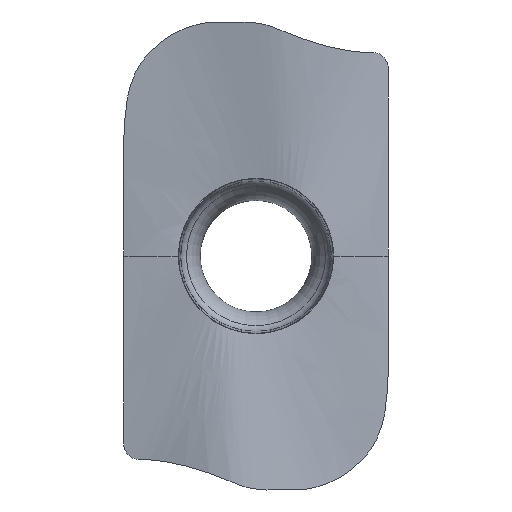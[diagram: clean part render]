
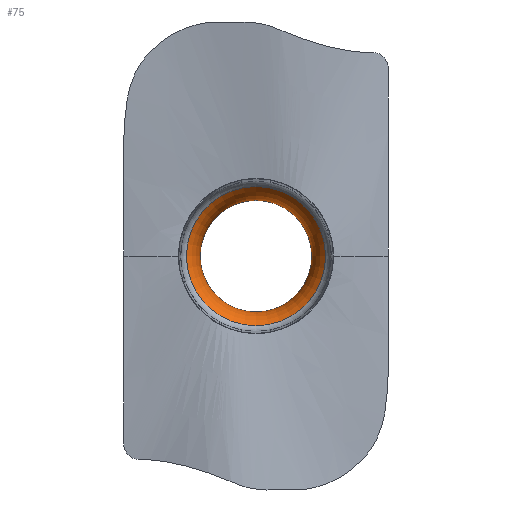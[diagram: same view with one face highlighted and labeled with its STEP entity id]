
A CAD part, top view. The second image highlights one B-rep face of the part: STEP entity #75.
In plain terms, the highlighted toroidal (fillet/blend) face has major radius 2.6 mm and minor radius 1.2 mm.
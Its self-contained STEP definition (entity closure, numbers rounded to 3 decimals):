
#37=TOROIDAL_SURFACE('',#387,2.6,1.2);
#40=CIRCLE('',#381,1.4);
#42=CIRCLE('',#384,1.746);
#51=FACE_BOUND('',#115,.T.);
#52=FACE_BOUND('',#116,.T.);
#75=ADVANCED_FACE('',(#51,#52),#37,.T.);
#115=EDGE_LOOP('',(#211));
#116=EDGE_LOOP('',(#212));
#211=ORIENTED_EDGE('',*,*,#294,.T.);
#212=ORIENTED_EDGE('',*,*,#296,.F.);
#246=VERTEX_POINT('',#8169);
#248=VERTEX_POINT('',#8174);
#294=EDGE_CURVE('',#246,#246,#40,.T.);
#296=EDGE_CURVE('',#248,#248,#42,.T.);
#381=AXIS2_PLACEMENT_3D('',#8168,#412,#413);
#384=AXIS2_PLACEMENT_3D('',#8173,#418,#419);
#387=AXIS2_PLACEMENT_3D('',#8177,#424,#425);
#412=DIRECTION('',(0.,0.,-1.));
#413=DIRECTION('',(1.,0.,0.));
#418=DIRECTION('',(0.,0.,-1.));
#419=DIRECTION('',(1.,0.,0.));
#424=DIRECTION('',(0.,0.,1.));
#425=DIRECTION('',(1.,0.,0.));
#8168=CARTESIAN_POINT('',(0.,0.,-2.546));
#8169=CARTESIAN_POINT('',(1.4,0.,-2.546));
#8173=CARTESIAN_POINT('',(0.,0.,-1.703));
#8174=CARTESIAN_POINT('',(1.746,0.,-1.703));
#8177=CARTESIAN_POINT('',(0.,0.,-2.546));
